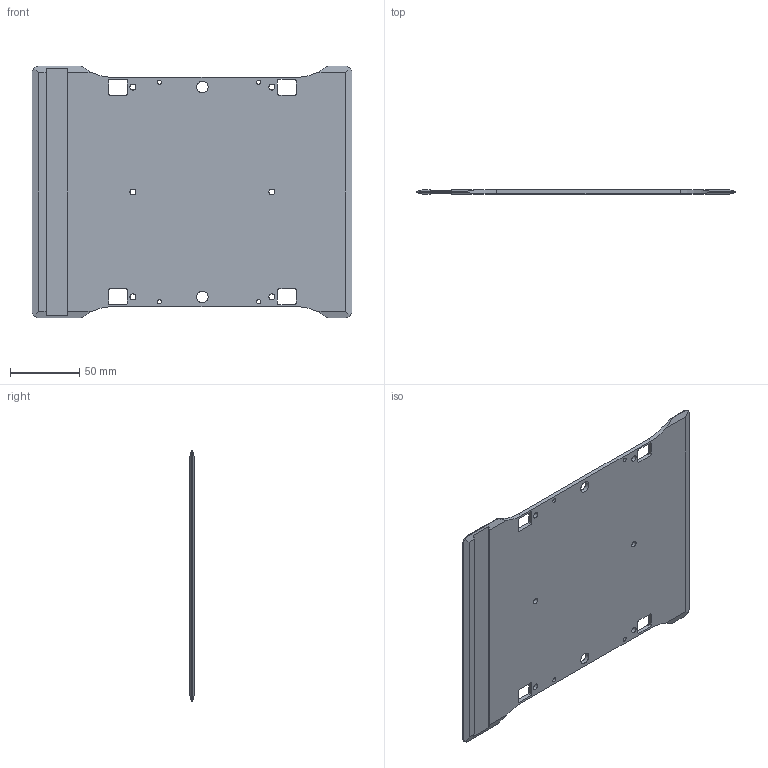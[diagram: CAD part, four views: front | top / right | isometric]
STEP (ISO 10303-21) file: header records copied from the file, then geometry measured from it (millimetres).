
FILE_DESCRIPTION ((), '1');
FILE_NAME ('136199-2.STP', '2016-08-10T08:03:37', ('Unknown'), ('Linder-GmbH'), 'OneCNC-XR6 Mill 3D Expert', 'OneCNC-XR6 Mill 3D Expert', '');
FILE_SCHEMA (('CONFIG_CONTROL_DESIGN'));
Length unit declared in the file: millimetre
Products named in the file (1): NONE
Bounding box: 230 x 3 x 181 mm (x, y, z)
Volume: 107801.8 mm3; surface area: 79391.7 mm2
Topology: 1 solids, 1 shells, 86 faces, 252 edges, 168 vertices
Faces by surface type: bspline 86
Entity records: 4045 total; most frequent: CARTESIAN_POINT 1816, ORIENTED_EDGE 504, EDGE_CURVE 252, VERTEX_POINT 168, B_SPLINE_CURVE_WITH_KNOTS 156, EDGE_LOOP 118, FACE_OUTER_BOUND 86, ADVANCED_FACE 86
